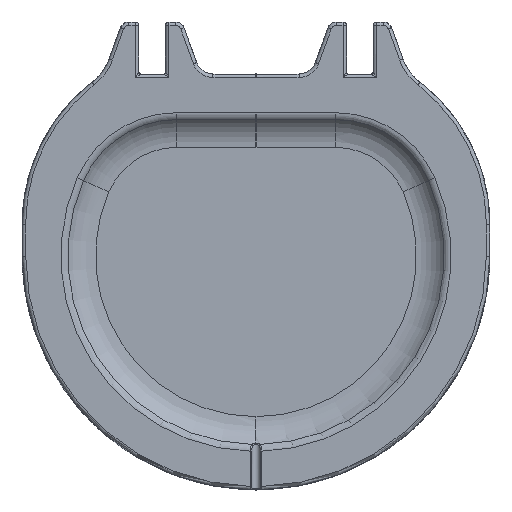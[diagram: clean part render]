
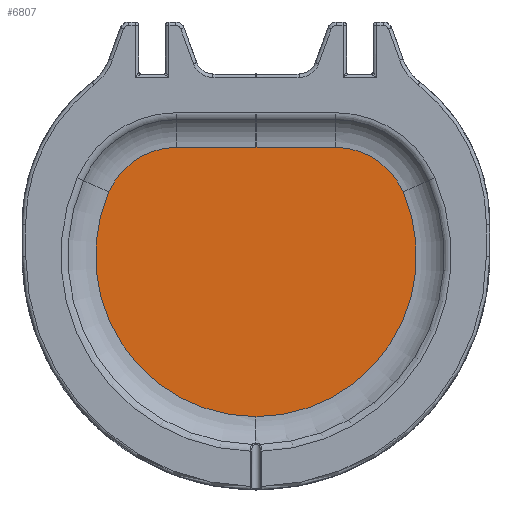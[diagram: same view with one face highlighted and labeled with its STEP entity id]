
A CAD part, left-side view. The second image highlights one B-rep face of the part: STEP entity #6807.
In plain terms, the highlighted planar face has unit normal (-1, 0, 0).
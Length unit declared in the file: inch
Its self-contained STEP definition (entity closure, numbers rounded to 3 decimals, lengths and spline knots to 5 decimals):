
#139=PLANE('',#7522);
#477=LINE('',#18156,#745);
#484=LINE('',#18910,#752);
#745=VECTOR('',#9058,2.);
#752=VECTOR('',#9119,2.);
#1293=FACE_OUTER_BOUND('',#1762,.T.);
#1762=EDGE_LOOP('',(#5925,#5926,#5927,#5928,#5929,#5930));
#2038=CIRCLE('',#7327,9.26795);
#2042=CIRCLE('',#7332,9.26795);
#2149=CIRCLE('',#7514,4.26795);
#2153=CIRCLE('',#7523,4.26795);
#2938=VERTEX_POINT('',#14585);
#2939=VERTEX_POINT('',#14598);
#2941=VERTEX_POINT('',#14604);
#3026=VERTEX_POINT('',#16454);
#3055=VERTEX_POINT('',#18155);
#3068=VERTEX_POINT('',#18909);
#3766=EDGE_CURVE('',#2939,#2938,#2038,.T.);
#3770=EDGE_CURVE('',#2941,#2938,#2042,.T.);
#4009=EDGE_CURVE('',#3055,#3026,#477,.T.);
#4039=EDGE_CURVE('',#3055,#2941,#2149,.T.);
#4047=EDGE_CURVE('',#3068,#3026,#484,.T.);
#4048=EDGE_CURVE('',#3068,#2939,#2153,.T.);
#5925=ORIENTED_EDGE('',*,*,#4047,.F.);
#5926=ORIENTED_EDGE('',*,*,#4048,.T.);
#5927=ORIENTED_EDGE('',*,*,#3766,.T.);
#5928=ORIENTED_EDGE('',*,*,#3770,.F.);
#5929=ORIENTED_EDGE('',*,*,#4039,.F.);
#5930=ORIENTED_EDGE('',*,*,#4009,.T.);
#6807=ADVANCED_FACE('',(#1293),#139,.T.);
#7327=AXIS2_PLACEMENT_3D('',#14599,#8686,#8687);
#7332=AXIS2_PLACEMENT_3D('',#14606,#8696,#8697);
#7514=AXIS2_PLACEMENT_3D('',#18767,#9099,#9100);
#7522=AXIS2_PLACEMENT_3D('',#18908,#9117,#9118);
#7523=AXIS2_PLACEMENT_3D('',#18911,#9120,#9121);
#8686=DIRECTION('center_axis',(-1.,0.,0.));
#8687=DIRECTION('ref_axis',(0.,0.917,-0.4));
#8696=DIRECTION('center_axis',(1.,0.,0.));
#8697=DIRECTION('ref_axis',(0.,-0.917,-0.4));
#9058=DIRECTION('',(0.,1.,0.));
#9099=DIRECTION('center_axis',(1.,0.,0.));
#9100=DIRECTION('ref_axis',(0.,0.,-1.));
#9117=DIRECTION('center_axis',(-1.,0.,0.));
#9118=DIRECTION('ref_axis',(0.,-1.,0.));
#9119=DIRECTION('',(0.,-1.,0.));
#9120=DIRECTION('center_axis',(-1.,0.,0.));
#9121=DIRECTION('ref_axis',(0.,0.,-1.));
#14585=CARTESIAN_POINT('',(1.,64.16172,-9.43992));
#14598=CARTESIAN_POINT('',(1.,72.64359,3.5352));
#14599=CARTESIAN_POINT('Origin',(1.,64.14938,-0.17198));
#14604=CARTESIAN_POINT('',(1.,55.67984,3.5352));
#14606=CARTESIAN_POINT('Origin',(1.,64.17406,-0.17198));
#16454=CARTESIAN_POINT('',(1.,64.16172,6.09597));
#18155=CARTESIAN_POINT('',(1.,59.59148,6.09597));
#18156=CARTESIAN_POINT('',(1.,61.88277,6.09597));
#18767=CARTESIAN_POINT('Origin',(1.,59.59148,1.82802));
#18908=CARTESIAN_POINT('Origin',(1.,64.14938,-1.67198));
#18909=CARTESIAN_POINT('',(1.,68.73195,6.09597));
#18910=CARTESIAN_POINT('',(1.,66.44067,6.09597));
#18911=CARTESIAN_POINT('Origin',(1.,68.73195,1.82802));
